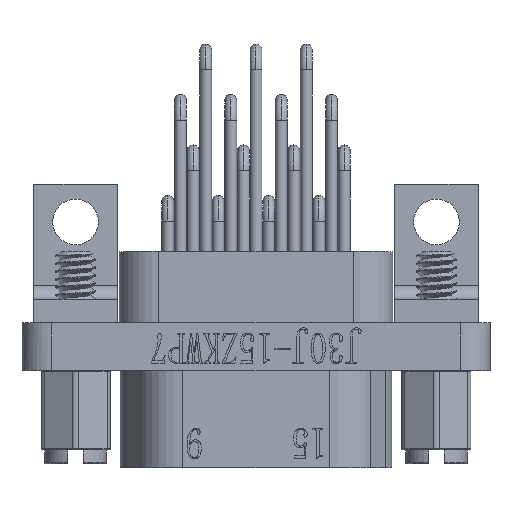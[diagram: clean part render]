
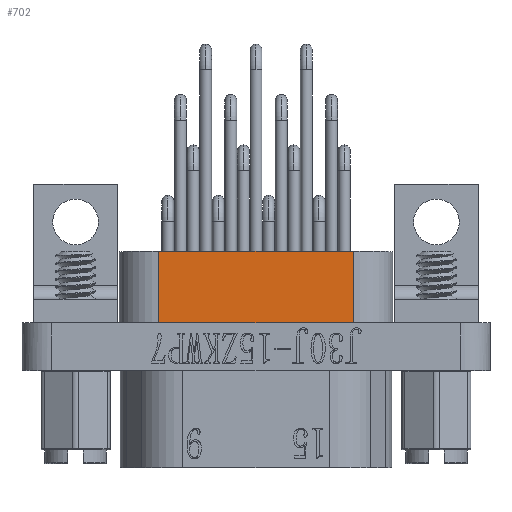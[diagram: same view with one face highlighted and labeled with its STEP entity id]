
A CAD part, top view. The second image highlights one B-rep face of the part: STEP entity #702.
In plain terms, the highlighted planar face has unit normal (0, 0, 1).
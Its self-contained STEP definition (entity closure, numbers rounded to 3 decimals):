
#702 = ADVANCED_FACE ( 'NONE', ( #32556 ), #1232, .F. ) ;
#1232 = PLANE ( 'NONE',  #4118 ) ;
#1416 = CARTESIAN_POINT ( 'NONE',  ( 4.9, 3.6, 0.35 ) ) ;
#1449 = CARTESIAN_POINT ( 'NONE',  ( -4.9, 3.6, 0.35 ) ) ;
#1965 = DIRECTION ( 'NONE',  ( 1., 0., 0. ) ) ;
#2886 = VERTEX_POINT ( 'NONE', #32878 ) ;
#3383 = EDGE_LOOP ( 'NONE', ( #4619, #32241, #48095, #45488 ) ) ;
#4118 = AXIS2_PLACEMENT_3D ( 'NONE', #13433, #44474, #28981 ) ;
#4619 = ORIENTED_EDGE ( 'NONE', *, *, #17743, .T. ) ;
#5482 = LINE ( 'NONE', #1416, #17565 ) ;
#7877 = VECTOR ( 'NONE', #36817, 1000. ) ;
#9355 = LINE ( 'NONE', #17241, #31715 ) ;
#9825 = VERTEX_POINT ( 'NONE', #45771 ) ;
#13433 = CARTESIAN_POINT ( 'NONE',  ( -4.9, 3.6, 0.35 ) ) ;
#15224 = DIRECTION ( 'NONE',  ( 1., 0., 0. ) ) ;
#17241 = CARTESIAN_POINT ( 'NONE',  ( -4.9, 0., 0.35 ) ) ;
#17565 = VECTOR ( 'NONE', #29157, 1000. ) ;
#17743 = EDGE_CURVE ( 'NONE', #34206, #9825, #9355, .T. ) ;
#20022 = EDGE_CURVE ( 'NONE', #41167, #2886, #42956, .T. ) ;
#24444 = VECTOR ( 'NONE', #15224, 1000. ) ;
#28981 = DIRECTION ( 'NONE',  ( 0., -1., 0. ) ) ;
#29157 = DIRECTION ( 'NONE',  ( 0., -1., 0. ) ) ;
#31715 = VECTOR ( 'NONE', #1965, 1000. ) ;
#32241 = ORIENTED_EDGE ( 'NONE', *, *, #47805, .F. ) ;
#32556 = FACE_OUTER_BOUND ( 'NONE', #3383, .T. ) ;
#32878 = CARTESIAN_POINT ( 'NONE',  ( 4.9, 3.6, 0.35 ) ) ;
#34206 = VERTEX_POINT ( 'NONE', #44013 ) ;
#36323 = LINE ( 'NONE', #1449, #7877 ) ;
#36817 = DIRECTION ( 'NONE',  ( 0., -1., 0. ) ) ;
#41167 = VERTEX_POINT ( 'NONE', #42020 ) ;
#41948 = CARTESIAN_POINT ( 'NONE',  ( -4.9, 3.6, 0.35 ) ) ;
#42020 = CARTESIAN_POINT ( 'NONE',  ( -4.9, 3.6, 0.35 ) ) ;
#42956 = LINE ( 'NONE', #41948, #24444 ) ;
#43813 = EDGE_CURVE ( 'NONE', #41167, #34206, #36323, .T. ) ;
#44013 = CARTESIAN_POINT ( 'NONE',  ( -4.9, 0., 0.35 ) ) ;
#44474 = DIRECTION ( 'NONE',  ( 0., 0., -1. ) ) ;
#45488 = ORIENTED_EDGE ( 'NONE', *, *, #43813, .T. ) ;
#45771 = CARTESIAN_POINT ( 'NONE',  ( 4.9, 0., 0.35 ) ) ;
#47805 = EDGE_CURVE ( 'NONE', #2886, #9825, #5482, .T. ) ;
#48095 = ORIENTED_EDGE ( 'NONE', *, *, #20022, .F. ) ;
